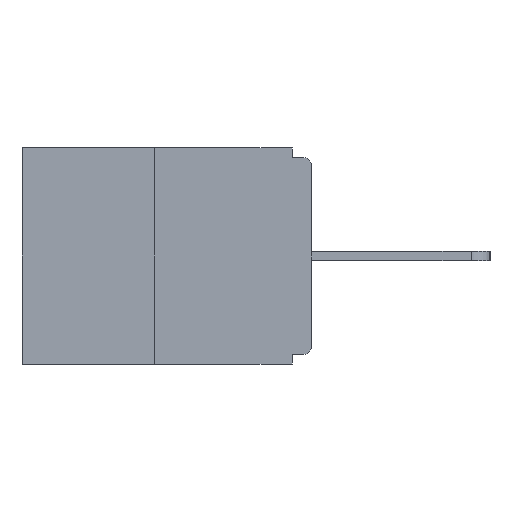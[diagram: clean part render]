
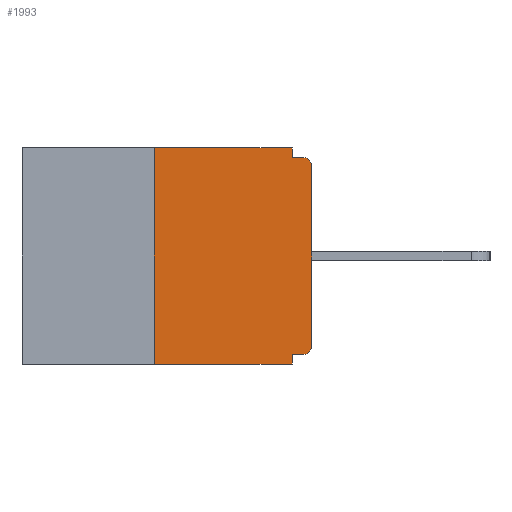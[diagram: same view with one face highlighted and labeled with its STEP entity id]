
A CAD part, left-side view. The second image highlights one B-rep face of the part: STEP entity #1993.
In plain terms, the highlighted planar face has unit normal (-1, 0, 0).
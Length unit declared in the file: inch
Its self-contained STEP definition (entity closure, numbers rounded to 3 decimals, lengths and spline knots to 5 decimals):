
#10 = EDGE_CURVE ( 'NONE', #8654, #6930, #8056, .T. ) ;
#26 = EDGE_CURVE ( 'NONE', #8654, #9355, #12251, .T. ) ;
#27 = EDGE_CURVE ( 'NONE', #9929, #9355, #9858, .T. ) ;
#29 = EDGE_CURVE ( 'NONE', #2241, #2710, #12024, .T. ) ;
#112 = CARTESIAN_POINT ( 'NONE',  ( 0., 0.46, 0. ) ) ;
#412 = FACE_OUTER_BOUND ( 'NONE', #5376, .T. ) ;
#492 = PLANE ( 'NONE',  #2170 ) ;
#544 = LINE ( 'NONE', #566, #3548 ) ;
#566 = CARTESIAN_POINT ( 'NONE',  ( 0., 0., -0.015 ) ) ;
#730 = CARTESIAN_POINT ( 'NONE',  ( 0., 0.031, -0.015 ) ) ;
#1563 = CARTESIAN_POINT ( 'NONE',  ( 0., 0.015, -0.328 ) ) ;
#1819 = VECTOR ( 'NONE', #7141, 39.37008 ) ;
#1896 = CARTESIAN_POINT ( 'NONE',  ( 0., 0., 0. ) ) ;
#1993 = ADVANCED_FACE ( 'NONE', ( #412 ), #492, .F. ) ;
#2039 = CARTESIAN_POINT ( 'NONE',  ( 0., 0.015, -0.03 ) ) ;
#2145 = DIRECTION ( 'NONE',  ( 0., -1., 0. ) ) ;
#2170 = AXIS2_PLACEMENT_3D ( 'NONE', #112, #5367, #5359 ) ;
#2178 = LINE ( 'NONE', #1896, #2891 ) ;
#2216 = VERTEX_POINT ( 'NONE', #1563 ) ;
#2241 = VERTEX_POINT ( 'NONE', #9105 ) ;
#2341 = VECTOR ( 'NONE', #11288, 39.37008 ) ;
#2710 = VERTEX_POINT ( 'NONE', #730 ) ;
#2891 = VECTOR ( 'NONE', #8911, 39.37008 ) ;
#3100 = CARTESIAN_POINT ( 'NONE',  ( 0., 0.25, 0. ) ) ;
#3133 = CARTESIAN_POINT ( 'NONE',  ( 0., 0., -0.313 ) ) ;
#3156 = LINE ( 'NONE', #9128, #7827 ) ;
#3179 = DIRECTION ( 'NONE',  ( 0., 0., 1. ) ) ;
#3184 = DIRECTION ( 'NONE',  ( 0., 0., -1. ) ) ;
#3548 = VECTOR ( 'NONE', #6964, 39.37008 ) ;
#3640 = VERTEX_POINT ( 'NONE', #3133 ) ;
#4037 = CIRCLE ( 'NONE', #11002, 0.015 ) ;
#4183 = DIRECTION ( 'NONE',  ( 0., 0., -1. ) ) ;
#4211 = DIRECTION ( 'NONE',  ( 0., 0., -1. ) ) ;
#4828 = VECTOR ( 'NONE', #4211, 39.37008 ) ;
#5171 = VECTOR ( 'NONE', #3179, 39.37008 ) ;
#5259 = DIRECTION ( 'NONE',  ( -1., 0., 0. ) ) ;
#5359 = DIRECTION ( 'NONE',  ( 0., 0., -1. ) ) ;
#5367 = DIRECTION ( 'NONE',  ( 1., 0., 0. ) ) ;
#5376 = EDGE_LOOP ( 'NONE', ( #11150, #11226, #11234, #11255, #11336, #11344, #11498, #11622, #11643, #11722 ) ) ;
#5941 = EDGE_CURVE ( 'NONE', #6930, #2241, #3156, .T. ) ;
#6744 = CARTESIAN_POINT ( 'NONE',  ( 0., 0., -0.03 ) ) ;
#6930 = VERTEX_POINT ( 'NONE', #11163 ) ;
#6964 = DIRECTION ( 'NONE',  ( 0., -1., 0. ) ) ;
#7097 = VERTEX_POINT ( 'NONE', #9660 ) ;
#7141 = DIRECTION ( 'NONE',  ( 0., 1., 0. ) ) ;
#7522 = CARTESIAN_POINT ( 'NONE',  ( 0., 0.031, -0.328 ) ) ;
#7827 = VECTOR ( 'NONE', #2145, 39.37008 ) ;
#8056 = LINE ( 'NONE', #3100, #5171 ) ;
#8654 = VERTEX_POINT ( 'NONE', #11577 ) ;
#8911 = DIRECTION ( 'NONE',  ( 0., 0., 1. ) ) ;
#9037 = DIRECTION ( 'NONE',  ( -1., 0., 0. ) ) ;
#9105 = CARTESIAN_POINT ( 'NONE',  ( 0., 0.031, 0. ) ) ;
#9128 = CARTESIAN_POINT ( 'NONE',  ( 0., 0.46, 0. ) ) ;
#9355 = VERTEX_POINT ( 'NONE', #9612 ) ;
#9416 = EDGE_CURVE ( 'NONE', #2710, #7097, #544, .T. ) ;
#9517 = EDGE_CURVE ( 'NONE', #3640, #11245, #2178, .T. ) ;
#9550 = EDGE_CURVE ( 'NONE', #2216, #9929, #11913, .T. ) ;
#9598 = EDGE_CURVE ( 'NONE', #11245, #7097, #11165, .T. ) ;
#9604 = EDGE_CURVE ( 'NONE', #2216, #3640, #4037, .T. ) ;
#9612 = CARTESIAN_POINT ( 'NONE',  ( 0., 0.031, -0.343 ) ) ;
#9660 = CARTESIAN_POINT ( 'NONE',  ( 0., 0.015, -0.015 ) ) ;
#9858 = LINE ( 'NONE', #11169, #4828 ) ;
#9884 = AXIS2_PLACEMENT_3D ( 'NONE', #2039, #9037, #3184 ) ;
#9929 = VERTEX_POINT ( 'NONE', #7522 ) ;
#10763 = CARTESIAN_POINT ( 'NONE',  ( 0., 0.015, -0.313 ) ) ;
#10987 = CARTESIAN_POINT ( 'NONE',  ( 0., 0.031, 0. ) ) ;
#11002 = AXIS2_PLACEMENT_3D ( 'NONE', #10763, #5259, #11594 ) ;
#11150 = ORIENTED_EDGE ( 'NONE', *, *, #5941, .F. ) ;
#11163 = CARTESIAN_POINT ( 'NONE',  ( 0., 0.25, 0. ) ) ;
#11165 = CIRCLE ( 'NONE', #9884, 0.015 ) ;
#11169 = CARTESIAN_POINT ( 'NONE',  ( 0., 0.031, -0.343 ) ) ;
#11226 = ORIENTED_EDGE ( 'NONE', *, *, #10, .F. ) ;
#11234 = ORIENTED_EDGE ( 'NONE', *, *, #26, .T. ) ;
#11245 = VERTEX_POINT ( 'NONE', #6744 ) ;
#11255 = ORIENTED_EDGE ( 'NONE', *, *, #27, .F. ) ;
#11288 = DIRECTION ( 'NONE',  ( 0., -1., 0. ) ) ;
#11299 = CARTESIAN_POINT ( 'NONE',  ( 0., 0.46, -0.343 ) ) ;
#11336 = ORIENTED_EDGE ( 'NONE', *, *, #9550, .F. ) ;
#11344 = ORIENTED_EDGE ( 'NONE', *, *, #9604, .T. ) ;
#11495 = CARTESIAN_POINT ( 'NONE',  ( 0., 0., -0.328 ) ) ;
#11498 = ORIENTED_EDGE ( 'NONE', *, *, #9517, .T. ) ;
#11577 = CARTESIAN_POINT ( 'NONE',  ( 0., 0.25, -0.343 ) ) ;
#11594 = DIRECTION ( 'NONE',  ( 0., 0., -1. ) ) ;
#11622 = ORIENTED_EDGE ( 'NONE', *, *, #9598, .T. ) ;
#11643 = ORIENTED_EDGE ( 'NONE', *, *, #9416, .F. ) ;
#11722 = ORIENTED_EDGE ( 'NONE', *, *, #29, .F. ) ;
#11795 = VECTOR ( 'NONE', #4183, 39.37008 ) ;
#11913 = LINE ( 'NONE', #11495, #1819 ) ;
#12024 = LINE ( 'NONE', #10987, #11795 ) ;
#12251 = LINE ( 'NONE', #11299, #2341 ) ;
